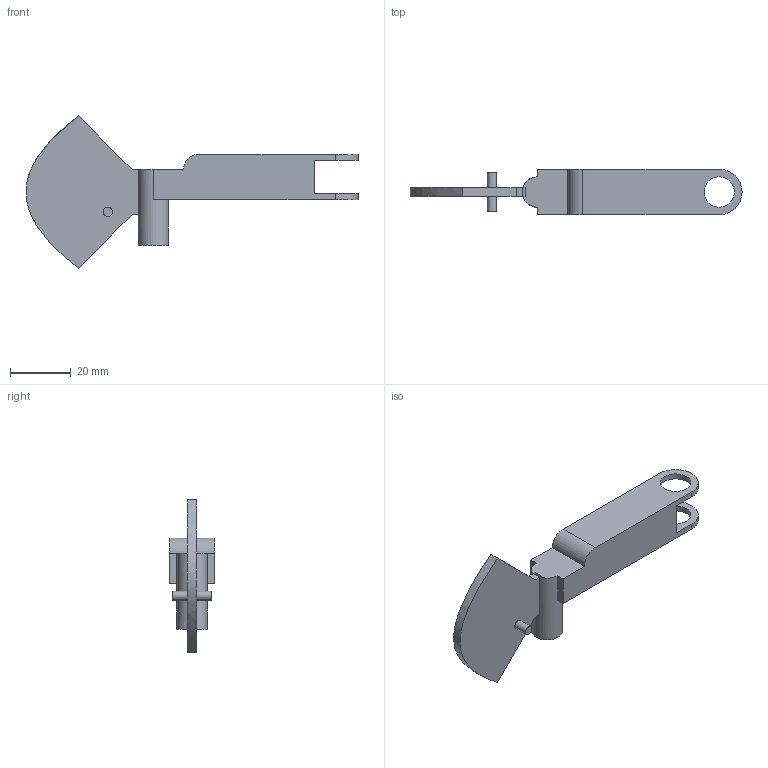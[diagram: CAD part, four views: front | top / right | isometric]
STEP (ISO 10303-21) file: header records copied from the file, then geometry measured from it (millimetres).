
FILE_DESCRIPTION(/* description */ (''),/* implementation_level */ '2;1');
FILE_NAME(/* name */ 'tail moving 2.step',/* time_stamp */ '2021-05-31T08:37:19+05:00',/* author */ (''),/* organization */ (''),/* preprocessor_version */ 'ST-DEVELOPER v18.1',/* originating_system */ 'Autodesk Translation Framework v10.9.0.1377',/* authorisation */ '');
FILE_SCHEMA (('AUTOMOTIVE_DESIGN { 1 0 10303 214 3 1 1 }'));
Length unit declared in the file: millimetre
Products named in the file (1): tail moving 2
Bounding box: 109.47 x 15 x 50.28 mm (x, y, z)
Volume: 16681.9 mm3; surface area: 7691.1 mm2
Topology: 3 solids, 3 shells, 36 faces, 88 edges, 58 vertices
Faces by surface type: plane 26, cylinder 9, bspline 1
Full cylindrical faces by diameter (mm): 3 x3, 10 x3
Entity records: 1150 total; most frequent: CARTESIAN_POINT 240, DIRECTION 182, ORIENTED_EDGE 176, EDGE_CURVE 88, LINE 62, VECTOR 62, AXIS2_PLACEMENT_3D 60, VERTEX_POINT 58
